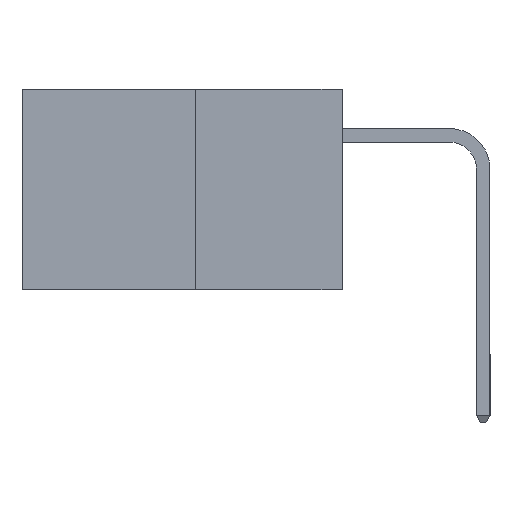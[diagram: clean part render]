
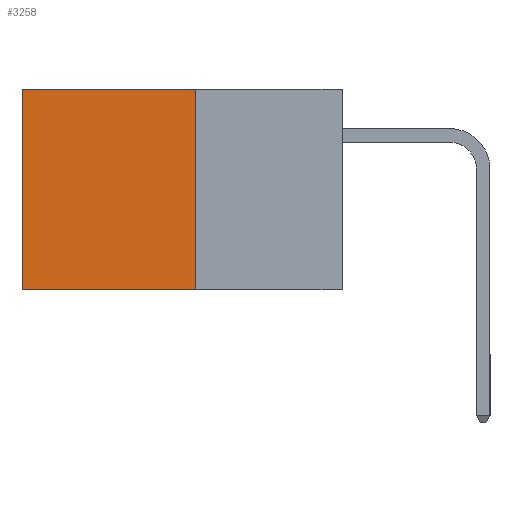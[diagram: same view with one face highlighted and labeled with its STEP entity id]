
A CAD part, left-side view. The second image highlights one B-rep face of the part: STEP entity #3258.
In plain terms, the highlighted planar face has unit normal (-1, 0, 0).
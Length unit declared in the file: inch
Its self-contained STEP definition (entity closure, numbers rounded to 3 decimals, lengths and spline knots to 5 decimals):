
#1046 = CARTESIAN_POINT ( 'NONE',  ( 0.277, 0.27, -0.37 ) ) ;
#1055 = VECTOR ( 'NONE', #1158, 39.37008 ) ;
#1158 = DIRECTION ( 'NONE',  ( 0., 0., -1. ) ) ;
#1235 = CARTESIAN_POINT ( 'NONE',  ( 0.277, 0.27, -0.37 ) ) ;
#1258 = EDGE_LOOP ( 'NONE', ( #4435, #6641, #6403, #7026 ) ) ;
#1814 = VERTEX_POINT ( 'NONE', #8875 ) ;
#2596 = VERTEX_POINT ( 'NONE', #9633 ) ;
#2625 = LINE ( 'NONE', #3265, #7224 ) ;
#2647 = FACE_OUTER_BOUND ( 'NONE', #1258, .T. ) ;
#3160 = CARTESIAN_POINT ( 'NONE',  ( 0.277, 0.59, 0. ) ) ;
#3258 = ADVANCED_FACE ( 'NONE', ( #2647 ), #10975, .F. ) ;
#3265 = CARTESIAN_POINT ( 'NONE',  ( 0.277, 0.59, -0.37 ) ) ;
#3425 = DIRECTION ( 'NONE',  ( 0., 0., -1. ) ) ;
#3572 = VECTOR ( 'NONE', #8218, 39.37008 ) ;
#3899 = EDGE_CURVE ( 'NONE', #8695, #2596, #2625, .T. ) ;
#4435 = ORIENTED_EDGE ( 'NONE', *, *, #3899, .T. ) ;
#4569 = EDGE_CURVE ( 'NONE', #6114, #1814, #5943, .T. ) ;
#4968 = CARTESIAN_POINT ( 'NONE',  ( 0.277, 0.27, 0. ) ) ;
#5823 = LINE ( 'NONE', #4968, #3572 ) ;
#5943 = LINE ( 'NONE', #1235, #1055 ) ;
#6114 = VERTEX_POINT ( 'NONE', #8563 ) ;
#6239 = CARTESIAN_POINT ( 'NONE',  ( 0.277, 0.27, -0.37 ) ) ;
#6403 = ORIENTED_EDGE ( 'NONE', *, *, #4569, .F. ) ;
#6608 = VECTOR ( 'NONE', #8927, 39.37008 ) ;
#6641 = ORIENTED_EDGE ( 'NONE', *, *, #9635, .F. ) ;
#7026 = ORIENTED_EDGE ( 'NONE', *, *, #9748, .T. ) ;
#7224 = VECTOR ( 'NONE', #3425, 39.37008 ) ;
#7736 = DIRECTION ( 'NONE',  ( 0., 0., -1. ) ) ;
#7738 = DIRECTION ( 'NONE',  ( 1., 0., 0. ) ) ;
#8218 = DIRECTION ( 'NONE',  ( 0., 1., 0. ) ) ;
#8563 = CARTESIAN_POINT ( 'NONE',  ( 0.277, 0.27, 0. ) ) ;
#8695 = VERTEX_POINT ( 'NONE', #3160 ) ;
#8875 = CARTESIAN_POINT ( 'NONE',  ( 0.277, 0.27, -0.37 ) ) ;
#8927 = DIRECTION ( 'NONE',  ( 0., 1., 0. ) ) ;
#9006 = LINE ( 'NONE', #1046, #6608 ) ;
#9633 = CARTESIAN_POINT ( 'NONE',  ( 0.277, 0.59, -0.37 ) ) ;
#9635 = EDGE_CURVE ( 'NONE', #1814, #2596, #9006, .T. ) ;
#9748 = EDGE_CURVE ( 'NONE', #6114, #8695, #5823, .T. ) ;
#10234 = AXIS2_PLACEMENT_3D ( 'NONE', #6239, #7738, #7736 ) ;
#10975 = PLANE ( 'NONE',  #10234 ) ;
